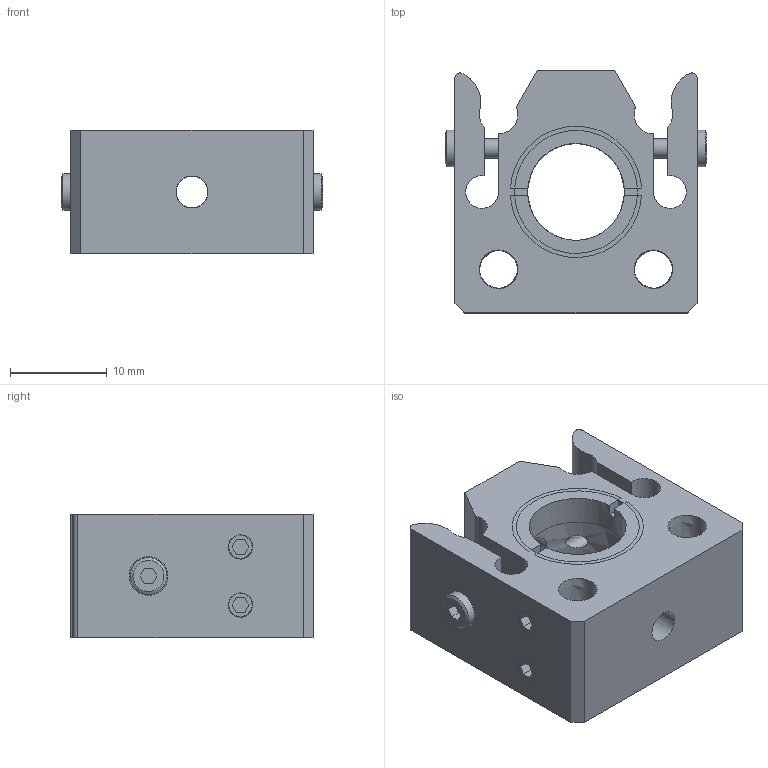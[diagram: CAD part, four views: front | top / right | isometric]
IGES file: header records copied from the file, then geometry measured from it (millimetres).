
Global section: file name: C16-BP-25-12.7A; native system: Autodesk Inventor 2018; preprocessor: unknown; author: e.nonaka; date: 20180726.091806; units: millimetre
Bounding box: 27 x 25 x 12.8 mm (x, y, z)
Volume: 4933.6 mm3; surface area: 4142.6 mm2
Topology: 1 solids, 1 shells, 149 faces, 397 edges, 270 vertices
Faces by surface type: bspline 149
